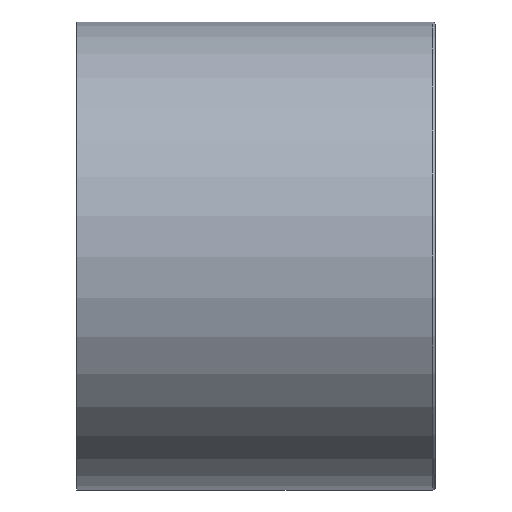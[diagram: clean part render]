
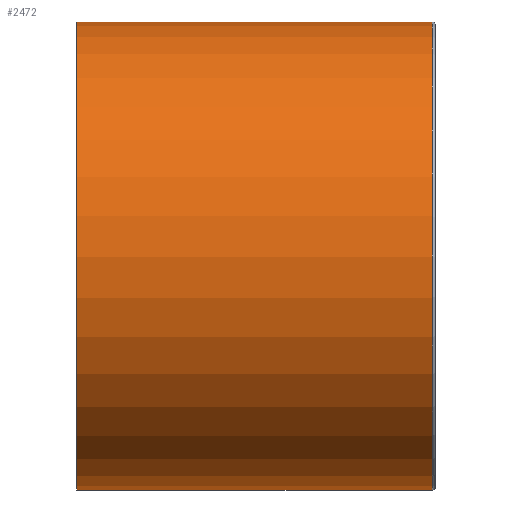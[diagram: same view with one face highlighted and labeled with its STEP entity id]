
A CAD part, top view. The second image highlights one B-rep face of the part: STEP entity #2472.
In plain terms, the highlighted cylindrical face has radius 75 mm (diameter 150 mm), a partial arc.
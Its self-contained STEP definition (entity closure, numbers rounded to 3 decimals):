
#209=LINE('',#4891,#360);
#232=LINE('',#5035,#383);
#360=VECTOR('',#3329,10.);
#383=VECTOR('',#3426,10.);
#444=CYLINDRICAL_SURFACE('',#2765,75.);
#577=FACE_OUTER_BOUND('',#742,.T.);
#742=EDGE_LOOP('',(#2100,#2101,#2102,#2103));
#971=CIRCLE('',#2760,75.);
#974=CIRCLE('',#2766,75.);
#1188=VERTEX_POINT('',#4889);
#1189=VERTEX_POINT('',#4890);
#1218=VERTEX_POINT('',#5010);
#1221=VERTEX_POINT('',#5034);
#1482=EDGE_CURVE('',#1188,#1189,#209,.T.);
#1528=EDGE_CURVE('',#1189,#1218,#971,.T.);
#1533=EDGE_CURVE('',#1221,#1218,#232,.T.);
#1535=EDGE_CURVE('',#1188,#1221,#974,.T.);
#2100=ORIENTED_EDGE('',*,*,#1482,.F.);
#2101=ORIENTED_EDGE('',*,*,#1535,.T.);
#2102=ORIENTED_EDGE('',*,*,#1533,.T.);
#2103=ORIENTED_EDGE('',*,*,#1528,.F.);
#2472=ADVANCED_FACE('',(#577),#444,.T.);
#2760=AXIS2_PLACEMENT_3D('',#5025,#3415,#3416);
#2765=AXIS2_PLACEMENT_3D('',#5037,#3429,#3430);
#2766=AXIS2_PLACEMENT_3D('',#5038,#3431,#3432);
#3329=DIRECTION('',(1.,0.,0.));
#3415=DIRECTION('center_axis',(1.,0.,0.));
#3416=DIRECTION('ref_axis',(0.,0.706,0.708));
#3426=DIRECTION('',(1.,0.,0.));
#3429=DIRECTION('center_axis',(1.,0.,0.));
#3430=DIRECTION('ref_axis',(0.,0.701,0.713));
#3431=DIRECTION('center_axis',(1.,0.,0.));
#3432=DIRECTION('ref_axis',(0.,0.,-1.));
#4889=CARTESIAN_POINT('',(0.,1.014,-74.993));
#4890=CARTESIAN_POINT('',(114.,1.014,-74.993));
#4891=CARTESIAN_POINT('',(0.,1.014,-74.993));
#5010=CARTESIAN_POINT('',(114.,-75.,-0.18));
#5025=CARTESIAN_POINT('Origin',(114.,0.,0.));
#5034=CARTESIAN_POINT('',(0.,-75.,-0.18));
#5035=CARTESIAN_POINT('',(0.,-75.,-0.18));
#5037=CARTESIAN_POINT('Origin',(0.,0.,0.));
#5038=CARTESIAN_POINT('Origin',(0.,0.,0.));
